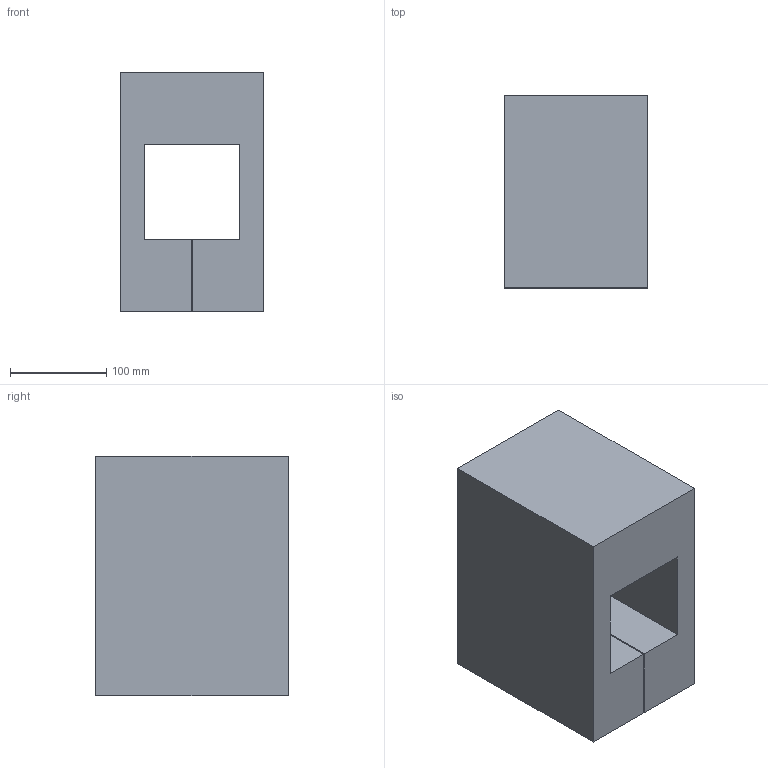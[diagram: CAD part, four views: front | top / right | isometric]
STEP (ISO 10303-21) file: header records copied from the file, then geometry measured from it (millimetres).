
FILE_DESCRIPTION((''),'2;1');
FILE_NAME('47669-M','2024-09-13T15:14:15',('goergem'),(''),'CREO PARAMETRIC BY PTC INC, 2022281','CREO PARAMETRIC BY PTC INC, 2022281','');
FILE_SCHEMA(('AUTOMOTIVE_DESIGN { 1 0 10303 214 1 1 1 1 }'));
Length unit declared in the file: millimetre
Products named in the file (1): 47669-M
Bounding box: 149 x 200 x 249 mm (x, y, z)
Volume: 5445000 mm3; surface area: 322450 mm2
Topology: 1 solids, 1 shells, 14 faces, 44 edges, 32 vertices
Faces by surface type: plane 14
Entity records: 1170 total; most frequent: COLOUR_RGB 211, CARTESIAN_POINT 98, DIRECTION 95, ORIENTED_EDGE 72, PROPERTY_DEFINITION 63, REPRESENTATION 62, PROPERTY_DEFINITION_REPRESENTATION 62, DESCRIPTIVE_REPRESENTATION_ITEM 55
